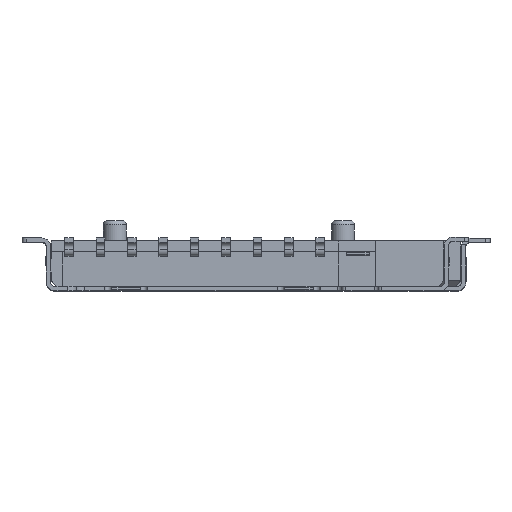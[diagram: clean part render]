
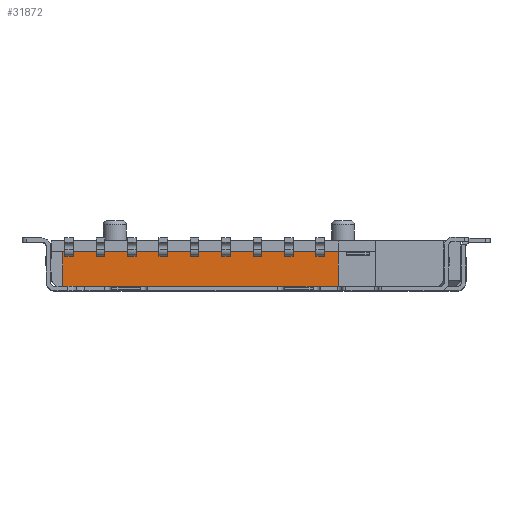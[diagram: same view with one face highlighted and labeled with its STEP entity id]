
A CAD part, top view. The second image highlights one B-rep face of the part: STEP entity #31872.
In plain terms, the highlighted planar face has unit normal (0, 0, 1).
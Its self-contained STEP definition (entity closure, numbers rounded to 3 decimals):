
#2891=ORIENTED_EDGE('',*,*,#12477,.T.);
#2892=ORIENTED_EDGE('',*,*,#12478,.T.);
#2893=ORIENTED_EDGE('',*,*,#12453,.F.);
#2894=ORIENTED_EDGE('',*,*,#11726,.F.);
#11726=EDGE_CURVE('',#16587,#16588,#19829,.T.);
#12453=EDGE_CURVE('',#16588,#17208,#20531,.T.);
#12477=EDGE_CURVE('',#16587,#17219,#20555,.T.);
#12478=EDGE_CURVE('',#17219,#17208,#20556,.T.);
#16587=VERTEX_POINT('',#46188);
#16588=VERTEX_POINT('',#46190);
#17208=VERTEX_POINT('',#47628);
#17219=VERTEX_POINT('',#47671);
#19829=LINE('',#46189,#23410);
#20531=LINE('',#47630,#24112);
#20555=LINE('',#47672,#24136);
#20556=LINE('',#47674,#24137);
#23410=VECTOR('',#36641,1000.);
#24112=VECTOR('',#37571,1000.);
#24136=VECTOR('',#37609,1000.);
#24137=VECTOR('',#37612,1000.);
#27094=EDGE_LOOP('',(#2891,#2892,#2893,#2894));
#28969=FACE_BOUND('',#27094,.T.);
#30802=PLANE('',#33759);
#31872=ADVANCED_FACE('',(#28969),#30802,.F.);
#33759=AXIS2_PLACEMENT_3D('',#47673,#37610,#37611);
#36641=DIRECTION('',(-1.,0.,0.));
#37571=DIRECTION('',(0.,1.,0.));
#37609=DIRECTION('',(0.,1.,0.));
#37610=DIRECTION('',(0.,0.,-1.));
#37611=DIRECTION('',(-1.,0.,0.));
#37612=DIRECTION('',(-1.,0.,0.));
#46188=CARTESIAN_POINT('',(2.875,-0.8,7.42));
#46189=CARTESIAN_POINT('',(2.875,-0.8,7.42));
#46190=CARTESIAN_POINT('',(-6.775,-0.8,7.42));
#47628=CARTESIAN_POINT('',(-6.775,0.419,7.42));
#47630=CARTESIAN_POINT('',(-6.775,-0.8,7.42));
#47671=CARTESIAN_POINT('',(2.875,0.419,7.42));
#47672=CARTESIAN_POINT('',(2.875,-0.8,7.42));
#47673=CARTESIAN_POINT('',(2.875,-0.8,7.42));
#47674=CARTESIAN_POINT('',(2.875,0.419,7.42));
